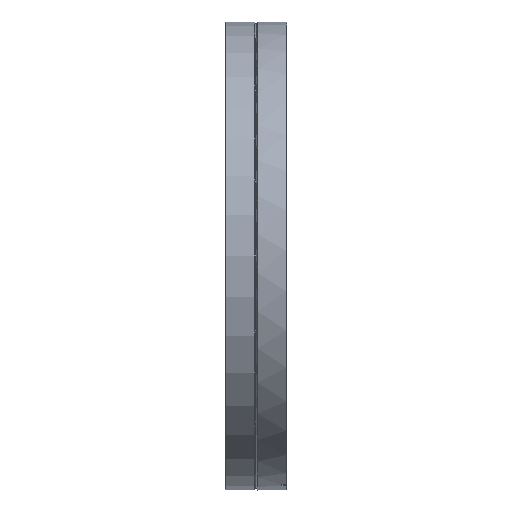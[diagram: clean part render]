
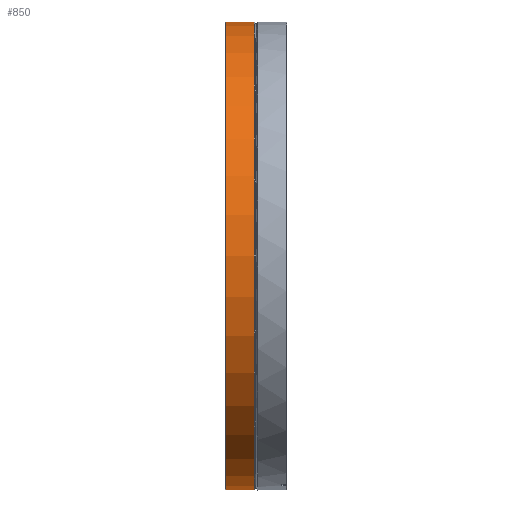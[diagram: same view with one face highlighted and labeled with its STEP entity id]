
A CAD part, front view. The second image highlights one B-rep face of the part: STEP entity #850.
In plain terms, the highlighted cylindrical face has radius 75.8 mm (diameter 151.6 mm), a full revolution.
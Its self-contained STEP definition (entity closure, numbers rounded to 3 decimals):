
#22 = CARTESIAN_POINT ( 'NONE',  ( 0.2, 0., -75.8 ) ) ;
#130 = EDGE_CURVE ( 'NONE', #708, #708, #1528, .T. ) ;
#167 = CIRCLE ( 'NONE', #907, 75.8 ) ;
#267 = EDGE_LOOP ( 'NONE', ( #945 ) ) ;
#290 = DIRECTION ( 'NONE',  ( -1., 0., 0. ) ) ;
#414 = AXIS2_PLACEMENT_3D ( 'NONE', #1029, #1560, #440 ) ;
#440 = DIRECTION ( 'NONE',  ( 0., 0., 1. ) ) ;
#521 = EDGE_LOOP ( 'NONE', ( #1020 ) ) ;
#694 = FACE_OUTER_BOUND ( 'NONE', #521, .T. ) ;
#708 = VERTEX_POINT ( 'NONE', #873 ) ;
#850 = ADVANCED_FACE ( 'NONE', ( #694, #1604 ), #953, .T. ) ;
#852 = DIRECTION ( 'NONE',  ( 0., 0., -1. ) ) ;
#873 = CARTESIAN_POINT ( 'NONE',  ( 9.5, 0., 75.8 ) ) ;
#907 = AXIS2_PLACEMENT_3D ( 'NONE', #1583, #1345, #852 ) ;
#945 = ORIENTED_EDGE ( 'NONE', *, *, #1152, .F. ) ;
#953 = CYLINDRICAL_SURFACE ( 'NONE', #414, 75.8 ) ;
#1007 = CARTESIAN_POINT ( 'NONE',  ( 9.5, 0., 0. ) ) ;
#1020 = ORIENTED_EDGE ( 'NONE', *, *, #130, .T. ) ;
#1026 = VERTEX_POINT ( 'NONE', #22 ) ;
#1029 = CARTESIAN_POINT ( 'NONE',  ( 0., 0., 0. ) ) ;
#1134 = DIRECTION ( 'NONE',  ( 0., 0., 1. ) ) ;
#1152 = EDGE_CURVE ( 'NONE', #1026, #1026, #167, .T. ) ;
#1345 = DIRECTION ( 'NONE',  ( -1., 0., 0. ) ) ;
#1396 = AXIS2_PLACEMENT_3D ( 'NONE', #1007, #290, #1134 ) ;
#1528 = CIRCLE ( 'NONE', #1396, 75.8 ) ;
#1560 = DIRECTION ( 'NONE',  ( -1., 0., 0. ) ) ;
#1583 = CARTESIAN_POINT ( 'NONE',  ( 0.2, 0., 0. ) ) ;
#1604 = FACE_OUTER_BOUND ( 'NONE', #267, .T. ) ;
